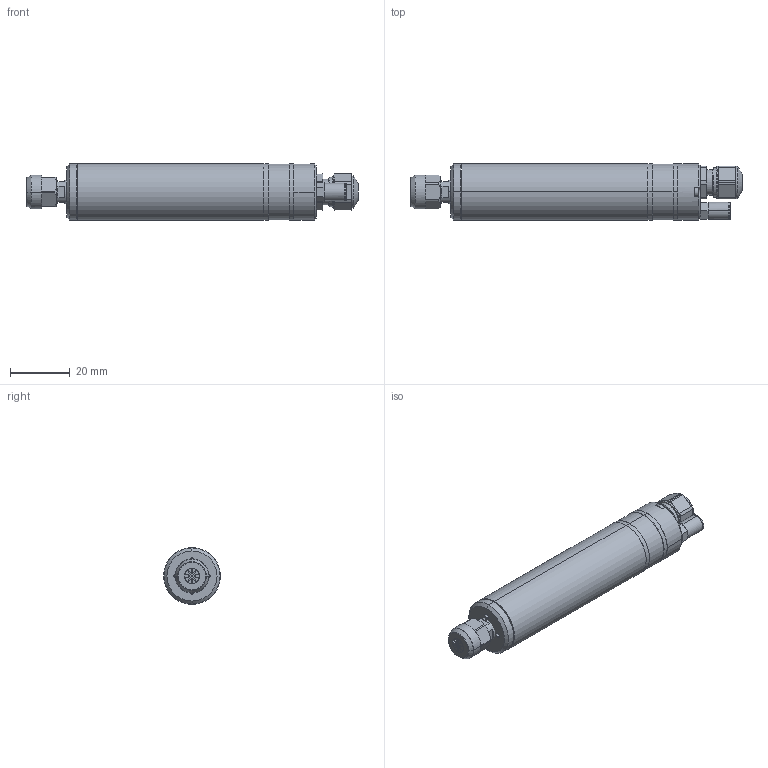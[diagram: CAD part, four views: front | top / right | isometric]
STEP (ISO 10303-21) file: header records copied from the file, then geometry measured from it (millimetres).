
FILE_DESCRIPTION (( 'STEP AP203' ), '1' );
FILE_NAME ('019S100-00-.STEP', '2011-02-09T14:15:30', ( 'Sekretariat' ), ( 'IBAG Switzerland AG' ), 'SwSTEP 2.0', 'SolidWorks 2010', '' );
FILE_SCHEMA (( 'CONFIG_CONTROL_DESIGN' ));
Length unit declared in the file: millimetre
Products named in the file (1): 019S100-00-
Bounding box: 111.17 x 19 x 19 mm (x, y, z)
Surface area: 8809.1 mm2 (no closed solid volume)
Topology: 0 solids, 14 shells, 240 faces, 748 edges, 521 vertices
Faces by surface type: plane 109, cylinder 87, cone 30, torus 14
Entity records: 8528 total; most frequent: CARTESIAN_POINT 1717, DIRECTION 1495, ORIENTED_EDGE 1243, EDGE_CURVE 744, AXIS2_PLACEMENT_3D 555, VERTEX_POINT 521, VECTOR 385, LINE 385
